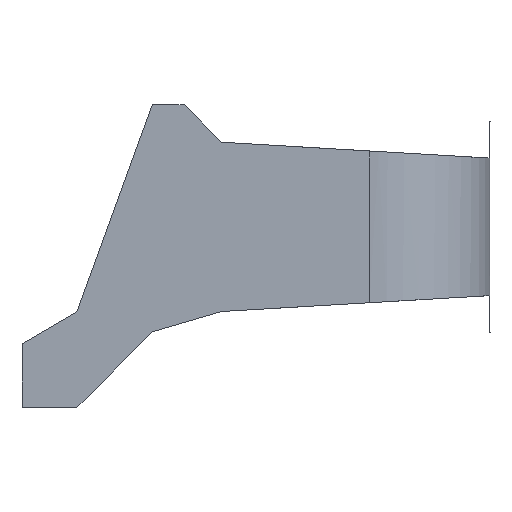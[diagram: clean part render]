
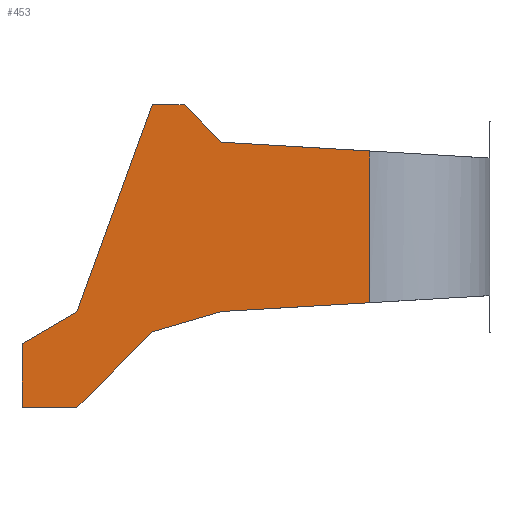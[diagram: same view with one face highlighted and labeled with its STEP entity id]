
A CAD part, left-side view. The second image highlights one B-rep face of the part: STEP entity #453.
In plain terms, the highlighted planar face has unit normal (-1, 0, 0).
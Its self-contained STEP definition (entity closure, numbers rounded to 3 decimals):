
#48=FACE_OUTER_BOUND('',#72,.T.);
#72=EDGE_LOOP('',(#366,#367,#368,#369,#370,#371,#372,#373,#374,#375,#376));
#82=LINE('',#651,#134);
#85=LINE('',#657,#137);
#88=LINE('',#663,#140);
#91=LINE('',#669,#143);
#94=LINE('',#675,#146);
#97=LINE('',#681,#149);
#101=LINE('',#690,#153);
#104=LINE('',#694,#156);
#112=LINE('',#719,#164);
#119=LINE('',#739,#171);
#125=LINE('',#759,#177);
#134=VECTOR('',#523,10.);
#137=VECTOR('',#528,10.);
#140=VECTOR('',#533,10.);
#143=VECTOR('',#538,10.);
#146=VECTOR('',#543,10.);
#149=VECTOR('',#548,10.);
#153=VECTOR('',#554,10.);
#156=VECTOR('',#559,10.);
#164=VECTOR('',#579,10.);
#171=VECTOR('',#596,10.);
#177=VECTOR('',#620,10.);
#186=VERTEX_POINT('',#648);
#187=VERTEX_POINT('',#650);
#189=VERTEX_POINT('',#656);
#191=VERTEX_POINT('',#662);
#193=VERTEX_POINT('',#668);
#195=VERTEX_POINT('',#674);
#197=VERTEX_POINT('',#680);
#200=VERTEX_POINT('',#687);
#201=VERTEX_POINT('',#689);
#212=VERTEX_POINT('',#718);
#220=VERTEX_POINT('',#737);
#228=EDGE_CURVE('',#187,#186,#82,.T.);
#231=EDGE_CURVE('',#189,#187,#85,.T.);
#234=EDGE_CURVE('',#191,#189,#88,.T.);
#237=EDGE_CURVE('',#193,#191,#91,.T.);
#240=EDGE_CURVE('',#195,#193,#94,.T.);
#243=EDGE_CURVE('',#197,#195,#97,.T.);
#247=EDGE_CURVE('',#201,#200,#101,.T.);
#250=EDGE_CURVE('',#186,#201,#104,.T.);
#262=EDGE_CURVE('',#212,#197,#112,.T.);
#272=EDGE_CURVE('',#200,#220,#119,.T.);
#283=EDGE_CURVE('',#220,#212,#125,.T.);
#366=ORIENTED_EDGE('',*,*,#262,.T.);
#367=ORIENTED_EDGE('',*,*,#243,.T.);
#368=ORIENTED_EDGE('',*,*,#240,.T.);
#369=ORIENTED_EDGE('',*,*,#237,.T.);
#370=ORIENTED_EDGE('',*,*,#234,.T.);
#371=ORIENTED_EDGE('',*,*,#231,.T.);
#372=ORIENTED_EDGE('',*,*,#228,.T.);
#373=ORIENTED_EDGE('',*,*,#250,.T.);
#374=ORIENTED_EDGE('',*,*,#247,.T.);
#375=ORIENTED_EDGE('',*,*,#272,.T.);
#376=ORIENTED_EDGE('',*,*,#283,.T.);
#433=PLANE('',#509);
#453=ADVANCED_FACE('',(#48),#433,.T.);
#509=AXIS2_PLACEMENT_3D('',#760,#621,#622);
#523=DIRECTION('',(0.,-1.,0.));
#528=DIRECTION('',(0.,0.,-1.));
#533=DIRECTION('',(0.,0.866,-0.5));
#538=DIRECTION('',(0.,0.342,-0.94));
#543=DIRECTION('',(0.,1.,0.));
#548=DIRECTION('',(0.,0.707,0.707));
#554=DIRECTION('',(0.,-0.959,0.282));
#559=DIRECTION('',(0.,-0.707,0.707));
#579=DIRECTION('',(0.,0.998,0.059));
#596=DIRECTION('',(0.,-0.998,0.059));
#620=DIRECTION('',(0.,0.,1.));
#621=DIRECTION('center_axis',(-1.,0.,0.));
#622=DIRECTION('ref_axis',(0.,-1.,0.));
#648=CARTESIAN_POINT('',(-11.,27.663,-7.046));
#650=CARTESIAN_POINT('',(-11.,32.859,-7.046));
#651=CARTESIAN_POINT('',(-11.,27.663,-7.046));
#656=CARTESIAN_POINT('',(-11.,32.859,-1.046));
#657=CARTESIAN_POINT('',(-11.,32.859,-7.046));
#662=CARTESIAN_POINT('',(-11.,27.663,1.954));
#663=CARTESIAN_POINT('',(-11.,32.859,-1.046));
#668=CARTESIAN_POINT('',(-11.,20.536,21.536));
#669=CARTESIAN_POINT('',(-11.,27.663,1.954));
#674=CARTESIAN_POINT('',(-11.,17.536,21.536));
#675=CARTESIAN_POINT('',(-11.,20.536,21.536));
#680=CARTESIAN_POINT('',(-11.,14.,18.));
#681=CARTESIAN_POINT('',(-11.,17.536,21.536));
#687=CARTESIAN_POINT('',(-11.,14.,2.));
#689=CARTESIAN_POINT('',(-11.,20.536,0.081));
#690=CARTESIAN_POINT('',(-11.,14.,2.));
#694=CARTESIAN_POINT('',(-11.,20.536,0.081));
#718=CARTESIAN_POINT('',(-11.,0.,17.172));
#719=CARTESIAN_POINT('',(-11.,13.47,17.969));
#737=CARTESIAN_POINT('',(-11.,0.,2.828));
#739=CARTESIAN_POINT('',(-11.,1.372,2.747));
#759=CARTESIAN_POINT('',(-11.,0.,0.));
#760=CARTESIAN_POINT('Origin',(-11.,14.,0.));
